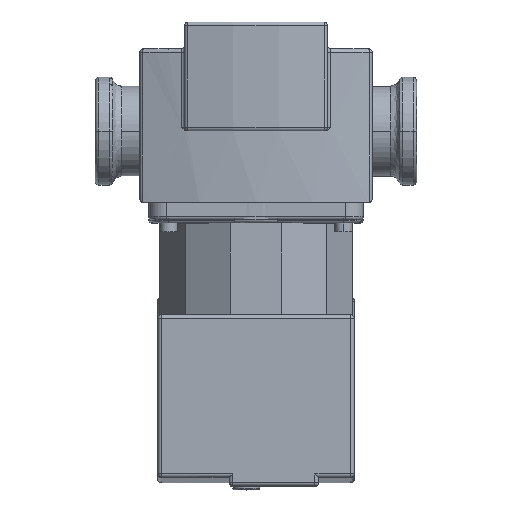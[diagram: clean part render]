
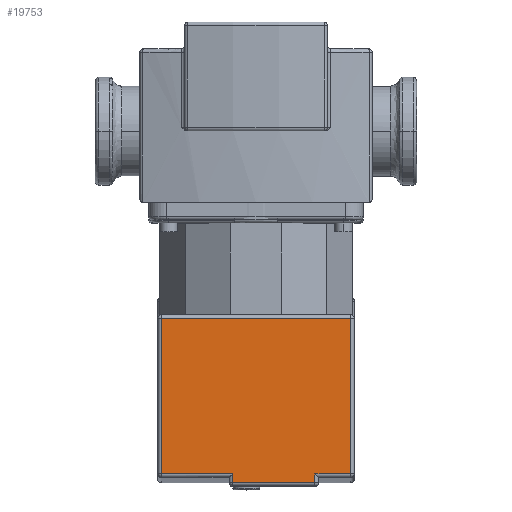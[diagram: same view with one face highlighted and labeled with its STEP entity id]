
A CAD part, top view. The second image highlights one B-rep face of the part: STEP entity #19753.
In plain terms, the highlighted planar face has unit normal (0, 0, 1).
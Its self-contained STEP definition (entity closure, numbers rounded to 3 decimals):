
#17383=CARTESIAN_POINT('',(143.,-105.,106.0));
#17384=VERTEX_POINT('',#17383);
#17416=CARTESIAN_POINT('',(37.,-105.0,106.0));
#17417=VERTEX_POINT('',#17416);
#17606=CARTESIAN_POINT('',(37.,-105.0,106.0));
#17607=DIRECTION('',(1.0,0.0,0.0));
#17608=VECTOR('',#17607,106.);
#17609=LINE('',#17606,#17608);
#17610=EDGE_CURVE('',#17417,#17384,#17609,.T.);
#18990=CARTESIAN_POINT('',(37.,-192.109,106.0));
#18991=VERTEX_POINT('',#18990);
#19047=CARTESIAN_POINT('',(77.,-192.109,106.0));
#19048=VERTEX_POINT('',#19047);
#19049=CARTESIAN_POINT('',(77.,-192.109,106.0));
#19050=DIRECTION('',(-1.0,0.0,0.0));
#19051=VECTOR('',#19050,40.);
#19052=LINE('',#19049,#19051);
#19053=EDGE_CURVE('',#19048,#18991,#19052,.T.);
#19079=CARTESIAN_POINT('',(143.,-192.109,106.0));
#19080=VERTEX_POINT('',#19079);
#19121=CARTESIAN_POINT('',(123.,-192.109,106.0));
#19122=VERTEX_POINT('',#19121);
#19123=CARTESIAN_POINT('',(143.,-192.109,106.0));
#19124=DIRECTION('',(-1.0,0.0,0.0));
#19125=VECTOR('',#19124,20.0);
#19126=LINE('',#19123,#19125);
#19127=EDGE_CURVE('',#19080,#19122,#19126,.T.);
#19186=CARTESIAN_POINT('',(77.,-197.0,106.0));
#19187=VERTEX_POINT('',#19186);
#19243=CARTESIAN_POINT('',(123.,-197.0,106.0));
#19244=VERTEX_POINT('',#19243);
#19301=CARTESIAN_POINT('',(123.,-192.109,106.0));
#19302=DIRECTION('',(0.0,-1.0,0.0));
#19303=VECTOR('',#19302,4.891);
#19304=LINE('',#19301,#19303);
#19305=EDGE_CURVE('',#19122,#19244,#19304,.T.);
#19363=CARTESIAN_POINT('',(123.,-197.0,106.0));
#19364=DIRECTION('',(-1.0,0.0,0.0));
#19365=VECTOR('',#19364,46.);
#19366=LINE('',#19363,#19365);
#19367=EDGE_CURVE('',#19244,#19187,#19366,.T.);
#19447=CARTESIAN_POINT('',(77.,-197.0,106.0));
#19448=DIRECTION('',(0.0,1.0,0.0));
#19449=VECTOR('',#19448,4.891);
#19450=LINE('',#19447,#19449);
#19451=EDGE_CURVE('',#19187,#19048,#19450,.T.);
#19587=CARTESIAN_POINT('',(143.,-105.,106.0));
#19588=DIRECTION('',(0.0,-1.0,0.0));
#19589=VECTOR('',#19588,87.109);
#19590=LINE('',#19587,#19589);
#19591=EDGE_CURVE('',#17384,#19080,#19590,.T.);
#19642=CARTESIAN_POINT('',(37.,-192.109,106.0));
#19643=DIRECTION('',(0.0,1.0,0.0));
#19644=VECTOR('',#19643,87.109);
#19645=LINE('',#19642,#19644);
#19646=EDGE_CURVE('',#18991,#17417,#19645,.T.);
#19738=CARTESIAN_POINT('',(90.,-172.5,106.0));
#19739=DIRECTION('',(0.0,0.0,1.0));
#19740=DIRECTION('',(-1.0,0.0,0.0));
#19741=AXIS2_PLACEMENT_3D('',#19738,#19739,#19740);
#19742=PLANE('',#19741);
#19743=ORIENTED_EDGE('',*,*,#19646,.F.);
#19744=ORIENTED_EDGE('',*,*,#19053,.F.);
#19745=ORIENTED_EDGE('',*,*,#19451,.F.);
#19746=ORIENTED_EDGE('',*,*,#19367,.F.);
#19747=ORIENTED_EDGE('',*,*,#19305,.F.);
#19748=ORIENTED_EDGE('',*,*,#19127,.F.);
#19749=ORIENTED_EDGE('',*,*,#19591,.F.);
#19750=ORIENTED_EDGE('',*,*,#17610,.F.);
#19751=EDGE_LOOP('',(#19743,#19744,#19745,#19746,#19747,#19748,#19749,#19750));
#19752=FACE_OUTER_BOUND('',#19751,.T.);
#19753=ADVANCED_FACE('',(#19752),#19742,.T.);
